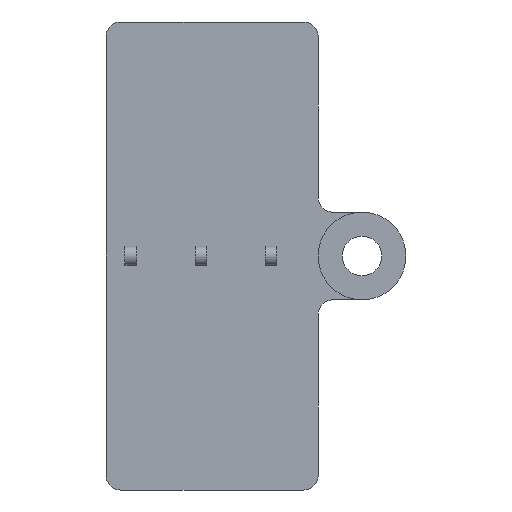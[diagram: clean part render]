
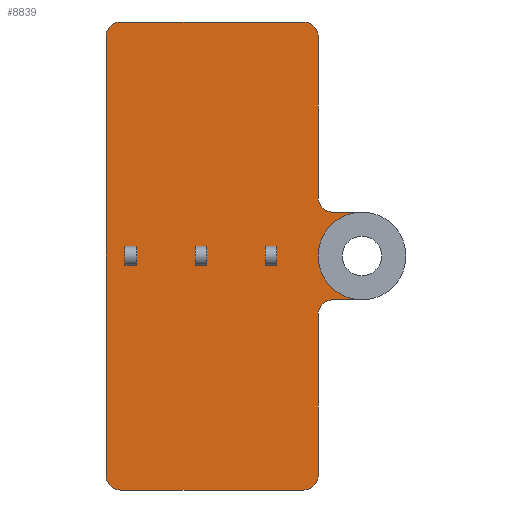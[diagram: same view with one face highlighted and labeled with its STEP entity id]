
A CAD part, front view. The second image highlights one B-rep face of the part: STEP entity #8839.
In plain terms, the highlighted planar face has unit normal (0, -1, 0).
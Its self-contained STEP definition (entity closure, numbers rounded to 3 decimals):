
#193 = AXIS2_PLACEMENT_3D ( 'NONE', #8273, #551, #9330 ) ;
#340 = ORIENTED_EDGE ( 'NONE', *, *, #12039, .F. ) ;
#376 = DIRECTION ( 'NONE',  ( 0., 0., 1. ) ) ;
#500 = DIRECTION ( 'NONE',  ( 0., 0., -1. ) ) ;
#534 = VECTOR ( 'NONE', #10038, 1000. ) ;
#551 = DIRECTION ( 'NONE',  ( 0., -1., 0. ) ) ;
#708 = LINE ( 'NONE', #9354, #6668 ) ;
#770 = VERTEX_POINT ( 'NONE', #7607 ) ;
#781 = CARTESIAN_POINT ( 'NONE',  ( 8.25, 0., 4. ) ) ;
#1062 = DIRECTION ( 'NONE',  ( 0., 0., -1. ) ) ;
#1141 = CARTESIAN_POINT ( 'NONE',  ( 7.25, 0., -4. ) ) ;
#1376 = DIRECTION ( 'NONE',  ( 1., 0., 0. ) ) ;
#1586 = LINE ( 'NONE', #13262, #1805 ) ;
#1589 = DIRECTION ( 'NONE',  ( -1., 0., 0. ) ) ;
#1709 = EDGE_CURVE ( 'NONE', #4616, #7968, #8468, .T. ) ;
#1724 = DIRECTION ( 'NONE',  ( 1., 0., 0. ) ) ;
#1805 = VECTOR ( 'NONE', #1376, 1000. ) ;
#1891 = CARTESIAN_POINT ( 'NONE',  ( -6.25, 0., -15. ) ) ;
#1917 = VERTEX_POINT ( 'NONE', #4493 ) ;
#2077 = DIRECTION ( 'NONE',  ( 1., 0., 0. ) ) ;
#2183 = EDGE_CURVE ( 'NONE', #2426, #1917, #2986, .T. ) ;
#2192 = VERTEX_POINT ( 'NONE', #7241 ) ;
#2222 = CIRCLE ( 'NONE', #2454, 1. ) ;
#2379 = LINE ( 'NONE', #2521, #11631 ) ;
#2426 = VERTEX_POINT ( 'NONE', #11399 ) ;
#2441 = EDGE_CURVE ( 'NONE', #4616, #1917, #10407, .T. ) ;
#2454 = AXIS2_PLACEMENT_3D ( 'NONE', #12338, #2647, #1589 ) ;
#2506 = DIRECTION ( 'NONE',  ( 0., -1., 0. ) ) ;
#2521 = CARTESIAN_POINT ( 'NONE',  ( -7.25, 0., -15. ) ) ;
#2590 = CARTESIAN_POINT ( 'NONE',  ( 8.25, 0., -3. ) ) ;
#2647 = DIRECTION ( 'NONE',  ( 0., 1., 0. ) ) ;
#2755 = ORIENTED_EDGE ( 'NONE', *, *, #7958, .T. ) ;
#2785 = PLANE ( 'NONE',  #9458 ) ;
#2986 = CIRCLE ( 'NONE', #4802, 1. ) ;
#3215 = VECTOR ( 'NONE', #8009, 1000. ) ;
#3216 = CARTESIAN_POINT ( 'NONE',  ( -7.25, 0., 15. ) ) ;
#3314 = VERTEX_POINT ( 'NONE', #1141 ) ;
#3482 = EDGE_CURVE ( 'NONE', #12134, #5584, #4971, .T. ) ;
#3544 = ORIENTED_EDGE ( 'NONE', *, *, #2441, .F. ) ;
#3693 = EDGE_CURVE ( 'NONE', #2426, #12964, #9553, .T. ) ;
#3762 = CARTESIAN_POINT ( 'NONE',  ( 7.25, 0., 15. ) ) ;
#4174 = EDGE_CURVE ( 'NONE', #12964, #9314, #5861, .T. ) ;
#4493 = CARTESIAN_POINT ( 'NONE',  ( 7.25, 0., 4. ) ) ;
#4515 = CIRCLE ( 'NONE', #193, 1. ) ;
#4616 = VERTEX_POINT ( 'NONE', #8546 ) ;
#4623 = CARTESIAN_POINT ( 'NONE',  ( 7.25, 0., -15. ) ) ;
#4802 = AXIS2_PLACEMENT_3D ( 'NONE', #781, #10772, #1062 ) ;
#4971 = LINE ( 'NONE', #8287, #5853 ) ;
#4980 = DIRECTION ( 'NONE',  ( -1., 0., 0. ) ) ;
#5202 = AXIS2_PLACEMENT_3D ( 'NONE', #1891, #6220, #10529 ) ;
#5320 = CARTESIAN_POINT ( 'NONE',  ( 8.25, 0., 3. ) ) ;
#5532 = ORIENTED_EDGE ( 'NONE', *, *, #2183, .T. ) ;
#5584 = VERTEX_POINT ( 'NONE', #8704 ) ;
#5729 = CARTESIAN_POINT ( 'NONE',  ( 7.25, 0., -4. ) ) ;
#5824 = EDGE_CURVE ( 'NONE', #2192, #5584, #6108, .T. ) ;
#5853 = VECTOR ( 'NONE', #8080, 1000. ) ;
#5861 = CIRCLE ( 'NONE', #7209, 3. ) ;
#6031 = CARTESIAN_POINT ( 'NONE',  ( 10.25, 0., 0. ) ) ;
#6108 = CIRCLE ( 'NONE', #5202, 1. ) ;
#6220 = DIRECTION ( 'NONE',  ( 0., -1., 0. ) ) ;
#6259 = ORIENTED_EDGE ( 'NONE', *, *, #12800, .F. ) ;
#6304 = AXIS2_PLACEMENT_3D ( 'NONE', #7036, #2506, #500 ) ;
#6343 = DIRECTION ( 'NONE',  ( 0., -1., 0. ) ) ;
#6390 = CARTESIAN_POINT ( 'NONE',  ( 10.25, 0., 3. ) ) ;
#6462 = EDGE_CURVE ( 'NONE', #770, #7968, #1586, .T. ) ;
#6668 = VECTOR ( 'NONE', #4980, 1000. ) ;
#6761 = CIRCLE ( 'NONE', #6304, 1. ) ;
#6996 = ORIENTED_EDGE ( 'NONE', *, *, #4174, .F. ) ;
#7015 = ORIENTED_EDGE ( 'NONE', *, *, #8909, .T. ) ;
#7036 = CARTESIAN_POINT ( 'NONE',  ( 6.25, 0., -15. ) ) ;
#7135 = CARTESIAN_POINT ( 'NONE',  ( 6.25, 0., -16. ) ) ;
#7148 = CARTESIAN_POINT ( 'NONE',  ( 6.25, 0., 16. ) ) ;
#7209 = AXIS2_PLACEMENT_3D ( 'NONE', #6031, #10332, #7942 ) ;
#7241 = CARTESIAN_POINT ( 'NONE',  ( -7.25, 0., -15. ) ) ;
#7298 = DIRECTION ( 'NONE',  ( 1., 0., 0. ) ) ;
#7313 = ORIENTED_EDGE ( 'NONE', *, *, #3693, .F. ) ;
#7387 = ORIENTED_EDGE ( 'NONE', *, *, #5824, .T. ) ;
#7426 = EDGE_LOOP ( 'NONE', ( #7313, #5532, #3544, #13491, #13559, #2755, #9454, #7387, #12645, #11369, #340, #7015, #6259, #6996 ) ) ;
#7607 = CARTESIAN_POINT ( 'NONE',  ( -6.25, 0., 16. ) ) ;
#7942 = DIRECTION ( 'NONE',  ( 0., 0., 1. ) ) ;
#7950 = CARTESIAN_POINT ( 'NONE',  ( 10.25, 0., -3. ) ) ;
#7958 = EDGE_CURVE ( 'NONE', #770, #13688, #4515, .T. ) ;
#7968 = VERTEX_POINT ( 'NONE', #7148 ) ;
#8009 = DIRECTION ( 'NONE',  ( 0., 0., -1. ) ) ;
#8080 = DIRECTION ( 'NONE',  ( -1., 0., 0. ) ) ;
#8239 = FACE_OUTER_BOUND ( 'NONE', #7426, .T. ) ;
#8273 = CARTESIAN_POINT ( 'NONE',  ( -6.25, 0., 15. ) ) ;
#8287 = CARTESIAN_POINT ( 'NONE',  ( 6.25, 0., -16. ) ) ;
#8468 = CIRCLE ( 'NONE', #10491, 1. ) ;
#8546 = CARTESIAN_POINT ( 'NONE',  ( 7.25, 0., 15. ) ) ;
#8704 = CARTESIAN_POINT ( 'NONE',  ( -6.25, 0., -16. ) ) ;
#8839 = ADVANCED_FACE ( 'NONE', ( #8239 ), #2785, .F. ) ;
#8909 = EDGE_CURVE ( 'NONE', #3314, #13436, #2222, .T. ) ;
#9294 = CARTESIAN_POINT ( 'NONE',  ( 0., 0., 0. ) ) ;
#9314 = VERTEX_POINT ( 'NONE', #7950 ) ;
#9330 = DIRECTION ( 'NONE',  ( 0., 0., 1. ) ) ;
#9354 = CARTESIAN_POINT ( 'NONE',  ( 10.25, 0., -3. ) ) ;
#9454 = ORIENTED_EDGE ( 'NONE', *, *, #13365, .F. ) ;
#9458 = AXIS2_PLACEMENT_3D ( 'NONE', #9294, #10221, #1724 ) ;
#9553 = LINE ( 'NONE', #5320, #12840 ) ;
#10038 = DIRECTION ( 'NONE',  ( 0., 0., -1. ) ) ;
#10221 = DIRECTION ( 'NONE',  ( 0., 1., 0. ) ) ;
#10332 = DIRECTION ( 'NONE',  ( 0., -1., 0. ) ) ;
#10407 = LINE ( 'NONE', #3762, #3215 ) ;
#10491 = AXIS2_PLACEMENT_3D ( 'NONE', #12828, #6343, #2077 ) ;
#10529 = DIRECTION ( 'NONE',  ( -1., 0., 0. ) ) ;
#10772 = DIRECTION ( 'NONE',  ( 0., 1., 0. ) ) ;
#11369 = ORIENTED_EDGE ( 'NONE', *, *, #13838, .T. ) ;
#11399 = CARTESIAN_POINT ( 'NONE',  ( 8.25, 0., 3. ) ) ;
#11631 = VECTOR ( 'NONE', #376, 1000. ) ;
#12039 = EDGE_CURVE ( 'NONE', #3314, #13089, #12224, .T. ) ;
#12134 = VERTEX_POINT ( 'NONE', #7135 ) ;
#12224 = LINE ( 'NONE', #5729, #534 ) ;
#12338 = CARTESIAN_POINT ( 'NONE',  ( 8.25, 0., -4. ) ) ;
#12645 = ORIENTED_EDGE ( 'NONE', *, *, #3482, .F. ) ;
#12800 = EDGE_CURVE ( 'NONE', #9314, #13436, #708, .T. ) ;
#12828 = CARTESIAN_POINT ( 'NONE',  ( 6.25, 0., 15. ) ) ;
#12840 = VECTOR ( 'NONE', #7298, 1000. ) ;
#12964 = VERTEX_POINT ( 'NONE', #6390 ) ;
#13089 = VERTEX_POINT ( 'NONE', #4623 ) ;
#13262 = CARTESIAN_POINT ( 'NONE',  ( -6.25, 0., 16. ) ) ;
#13365 = EDGE_CURVE ( 'NONE', #2192, #13688, #2379, .T. ) ;
#13436 = VERTEX_POINT ( 'NONE', #2590 ) ;
#13491 = ORIENTED_EDGE ( 'NONE', *, *, #1709, .T. ) ;
#13559 = ORIENTED_EDGE ( 'NONE', *, *, #6462, .F. ) ;
#13688 = VERTEX_POINT ( 'NONE', #3216 ) ;
#13838 = EDGE_CURVE ( 'NONE', #12134, #13089, #6761, .T. ) ;
